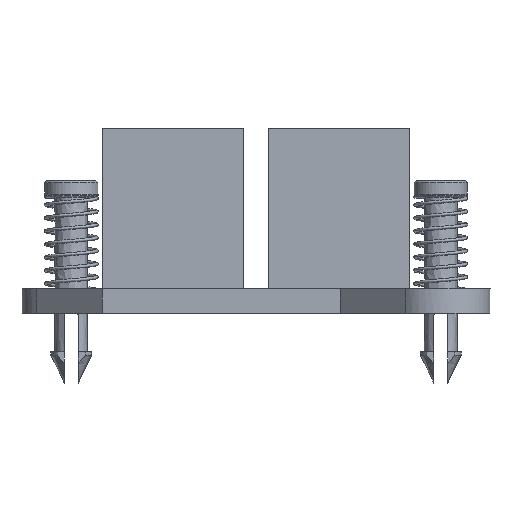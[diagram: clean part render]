
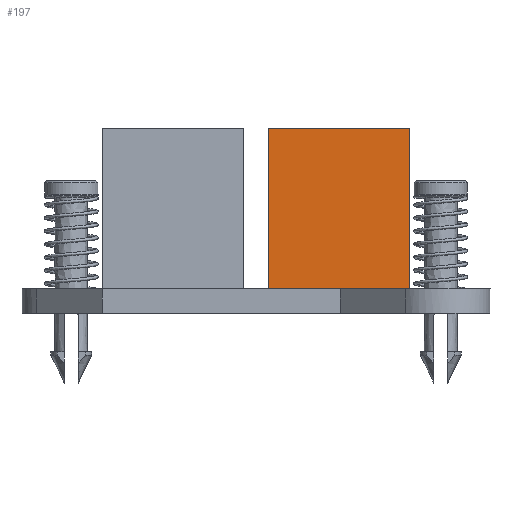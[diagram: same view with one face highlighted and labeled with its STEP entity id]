
A CAD part, front view. The second image highlights one B-rep face of the part: STEP entity #197.
In plain terms, the highlighted planar face has unit normal (0, -1, 0).
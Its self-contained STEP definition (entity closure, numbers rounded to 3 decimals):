
#197=ADVANCED_FACE('',(#435),#3816,.T.);
#435=FACE_OUTER_BOUND('',#681,.T.);
#681=EDGE_LOOP('',(#1424,#1425,#1426,#1427));
#1424=ORIENTED_EDGE('',*,*,#2337,.F.);
#1425=ORIENTED_EDGE('',*,*,#2331,.T.);
#1426=ORIENTED_EDGE('',*,*,#2332,.T.);
#1427=ORIENTED_EDGE('',*,*,#2397,.F.);
#2331=EDGE_CURVE('',#3466,#3467,#2880,.T.);
#2332=EDGE_CURVE('',#3467,#3476,#2881,.T.);
#2337=EDGE_CURVE('',#3466,#3549,#2886,.T.);
#2397=EDGE_CURVE('',#3549,#3476,#2946,.T.);
#2880=B_SPLINE_CURVE_WITH_KNOTS('',1,(#24351,#24352),.UNSPECIFIED.,.F.,
 .F.,(2,2),(-13.,0.),.UNSPECIFIED.);
#2881=B_SPLINE_CURVE_WITH_KNOTS('',1,(#24353,#24354),.UNSPECIFIED.,.F.,
 .F.,(2,2),(-25.,-13.5),.UNSPECIFIED.);
#2886=B_SPLINE_CURVE_WITH_KNOTS('',1,(#24363,#24364),.UNSPECIFIED.,.F.,
 .F.,(2,2),(-42.,-30.5),.UNSPECIFIED.);
#2946=B_SPLINE_CURVE_WITH_KNOTS('',1,(#24483,#24484),.UNSPECIFIED.,.F.,
 .F.,(2,2),(0.,13.),.UNSPECIFIED.);
#3466=VERTEX_POINT('',#23817);
#3467=VERTEX_POINT('',#23818);
#3476=VERTEX_POINT('',#23827);
#3549=VERTEX_POINT('',#23900);
#3816=PLANE('',#4074);
#4074=AXIS2_PLACEMENT_3D('',#23696,#4232,$);
#4232=DIRECTION('',(0.,-1.,0.));
#23696=CARTESIAN_POINT('',(40.5,-11.75,3.5));
#23817=CARTESIAN_POINT('',(12.5,-11.75,3.5));
#23818=CARTESIAN_POINT('',(12.5,-11.75,16.5));
#23827=CARTESIAN_POINT('',(1.,-11.75,16.5));
#23900=CARTESIAN_POINT('',(1.,-11.75,3.5));
#24351=CARTESIAN_POINT('',(12.5,-11.75,3.5));
#24352=CARTESIAN_POINT('',(12.5,-11.75,16.5));
#24353=CARTESIAN_POINT('',(12.5,-11.75,16.5));
#24354=CARTESIAN_POINT('',(1.,-11.75,16.5));
#24363=CARTESIAN_POINT('',(12.5,-11.75,3.5));
#24364=CARTESIAN_POINT('',(1.,-11.75,3.5));
#24483=CARTESIAN_POINT('',(1.,-11.75,3.5));
#24484=CARTESIAN_POINT('',(1.,-11.75,16.5));
